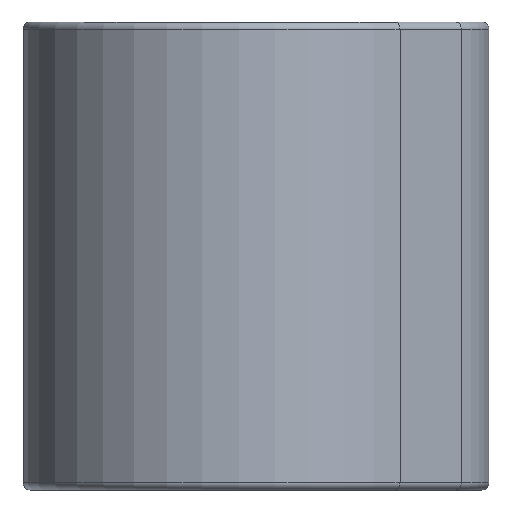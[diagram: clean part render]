
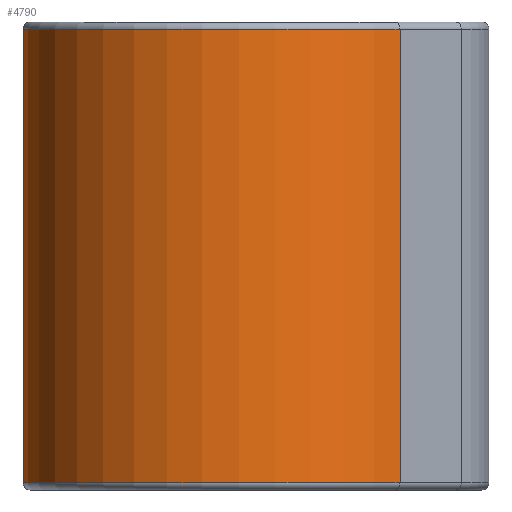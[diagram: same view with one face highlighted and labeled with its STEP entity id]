
A CAD part, left-side view. The second image highlights one B-rep face of the part: STEP entity #4790.
In plain terms, the highlighted cylindrical face has radius 5.85 mm (diameter 11.7 mm), a partial arc.
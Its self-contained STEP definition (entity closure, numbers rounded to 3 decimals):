
#1697=DIRECTION('',(0.,0.,1.));
#1698=VECTOR('',#1697,12.3);
#1699=CARTESIAN_POINT('',(-3.869,-4.388,-6.15));
#1700=LINE('',#1699,#1698);
#1711=CARTESIAN_POINT('',(0.,0.,6.15));
#1712=DIRECTION('',(0.,0.,1.));
#1713=DIRECTION('',(0.59,0.807,0.));
#1714=AXIS2_PLACEMENT_3D('',#1711,#1712,#1713);
#1716=CARTESIAN_POINT('',(0.,0.,-6.15));
#1717=DIRECTION('',(0.,0.,-1.));
#1718=DIRECTION('',(-0.661,-0.75,0.));
#1719=AXIS2_PLACEMENT_3D('',#1716,#1717,#1718);
#1721=DIRECTION('',(0.,0.,1.));
#1722=VECTOR('',#1721,12.3);
#1723=CARTESIAN_POINT('',(3.454,4.722,-6.15));
#1724=LINE('',#1723,#1722);
#1856=CARTESIAN_POINT('',(3.454,4.722,6.15));
#1857=VERTEX_POINT('',#1856);
#1860=CARTESIAN_POINT('',(-3.869,-4.388,6.15));
#1861=VERTEX_POINT('',#1860);
#1896=CARTESIAN_POINT('',(-3.869,-4.388,-6.15));
#1897=VERTEX_POINT('',#1896);
#1900=CARTESIAN_POINT('',(3.454,4.722,-6.15));
#1901=VERTEX_POINT('',#1900);
#4778=CARTESIAN_POINT('',(0.,0.,-6.35));
#4779=DIRECTION('',(0.,0.,1.));
#4780=DIRECTION('',(1.,0.,0.));
#4781=AXIS2_PLACEMENT_3D('',#4778,#4779,#4780);
#4782=CYLINDRICAL_SURFACE('',#4781,5.85);
#4783=ORIENTED_EDGE('',*,*,#4771,.T.);
#4784=ORIENTED_EDGE('',*,*,#4746,.F.);
#4785=ORIENTED_EDGE('',*,*,#2224,.T.);
#4787=ORIENTED_EDGE('',*,*,#4786,.T.);
#4788=EDGE_LOOP('',(#4783,#4784,#4785,#4787));
#4789=FACE_OUTER_BOUND('',#4788,.F.);
#4790=ADVANCED_FACE('',(#4789),#4782,.T.);
#1715=CIRCLE('',#1714,5.85);
#1720=CIRCLE('',#1719,5.85);
#2224=EDGE_CURVE('',#1897,#1901,#1720,.T.);
#4746=EDGE_CURVE('',#1897,#1861,#1700,.T.);
#4771=EDGE_CURVE('',#1857,#1861,#1715,.T.);
#4786=EDGE_CURVE('',#1901,#1857,#1724,.T.);
